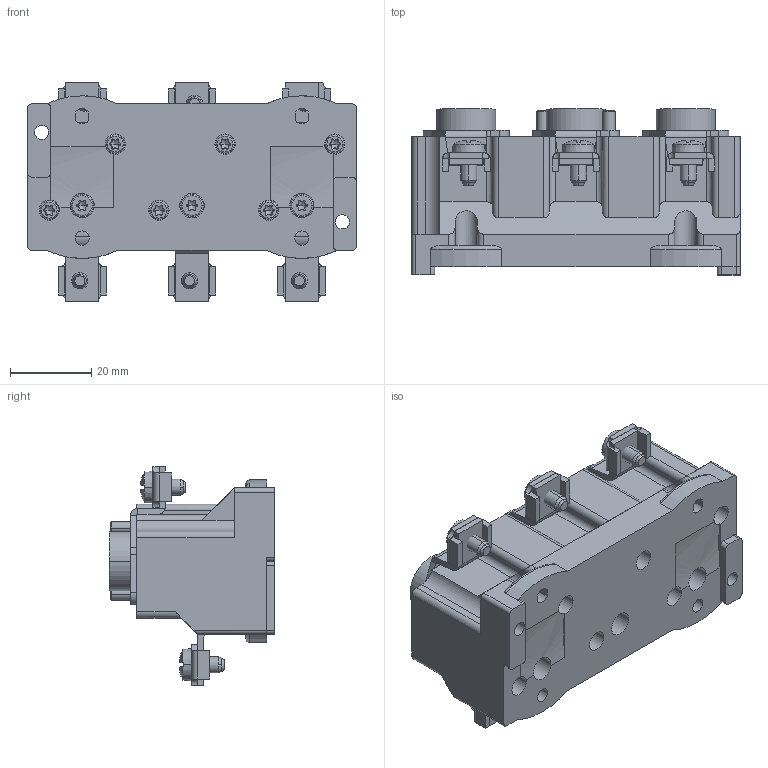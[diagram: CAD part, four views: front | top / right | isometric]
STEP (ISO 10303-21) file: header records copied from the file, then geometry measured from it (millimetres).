
FILE_DESCRIPTION((''),'2;1');
FILE_NAME('ABC_ASM','2021-05-11T',('marketing.praksa'),('Audax d.o.o.'),'CREO PARAMETRIC BY PTC INC, 2017480','CREO PARAMETRIC BY PTC INC, 2017480','');
FILE_SCHEMA(('AUTOMOTIVE_DESIGN { 1 0 10303 214 1 1 1 1 }'));
Products named in the file (10): NAVOJ_1_1_1_1; KOVINA_1_1_1_1; 0000048019_1_1_1_1_1; 0000059956_1_1_1_2_3_1_1; 0000059957_1_1_1_2_3_1_1; UN-SCREW_1_1_1_1; ASDF_ASM_1_1_ASM_1_1_ASM; PRT9546; WL-BASE; ABC_ASM
Assembly tree (30 placements, depth 3):
  ABC_ASM
    NAVOJ_1_1_1_1  x3
    KOVINA_1_1_1_1  x3
    0000048019_1_1_1_1_1  x6
    0000059956_1_1_1_2_3_1_1  x3
    0000059957_1_1_1_2_3_1_1  x6
    ASDF_ASM_1_1_ASM_1_1_ASM
      UN-SCREW_1_1_1_1  x6
    PRT9546
    WL-BASE
Bounding box: 80.8 x 40.8 x 53.68 mm (x, y, z)
Volume: 66533.2 mm3; surface area: 32419.3 mm2
Topology: 31 solids, 37 shells, 1194 faces, 3421 edges, 2293 vertices
Faces by surface type: plane 575, cylinder 447, cone 108, torus 52, sphere 12
Entity records: 23256 total; most frequent: CARTESIAN_POINT 4293, DIRECTION 2991, ORIENTED_EDGE 2956, EDGE_CURVE 1481, AXIS2_PLACEMENT_3D 1093, VERTEX_POINT 1005, VECTOR 805, LINE 805
